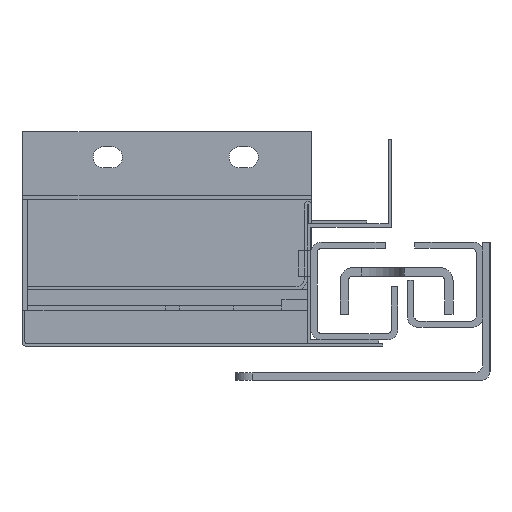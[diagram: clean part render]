
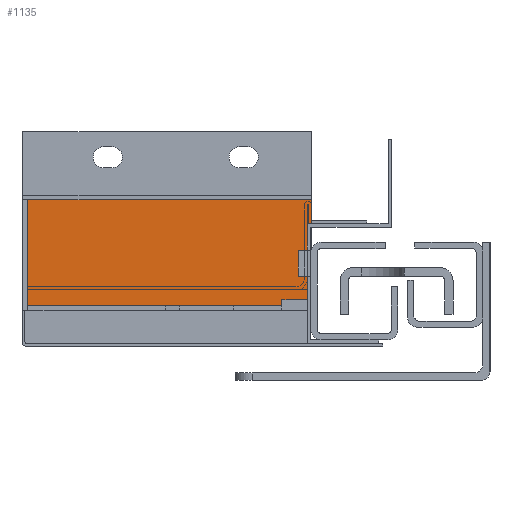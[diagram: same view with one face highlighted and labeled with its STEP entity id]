
A CAD part, left-side view. The second image highlights one B-rep face of the part: STEP entity #1135.
In plain terms, the highlighted face is planar.
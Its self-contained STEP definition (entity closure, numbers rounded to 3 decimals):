
#31 = PLANE ( 'NONE',  #898 ) ;
#133 = DIRECTION ( 'NONE',  ( 0., 0., 1. ) ) ;
#253 = EDGE_CURVE ( 'NONE', #6505, #3500, #852, .T. ) ;
#269 = VERTEX_POINT ( 'NONE', #8622 ) ;
#416 = CARTESIAN_POINT ( 'NONE',  ( 39.5, -68., 19. ) ) ;
#773 = CARTESIAN_POINT ( 'NONE',  ( 0., 0., 19. ) ) ;
#809 = DIRECTION ( 'NONE',  ( 0., 1., 0. ) ) ;
#852 = LINE ( 'NONE', #4965, #8444 ) ;
#898 = AXIS2_PLACEMENT_3D ( 'NONE', #773, #133, #1519 ) ;
#1019 = ORIENTED_EDGE ( 'NONE', *, *, #253, .T. ) ;
#1135 = ADVANCED_FACE ( 'NONE', ( #4334 ), #31, .F. ) ;
#1346 = VERTEX_POINT ( 'NONE', #416 ) ;
#1501 = LINE ( 'NONE', #7319, #8077 ) ;
#1519 = DIRECTION ( 'NONE',  ( 1., 0., 0. ) ) ;
#2172 = LINE ( 'NONE', #5731, #6703 ) ;
#2679 = CARTESIAN_POINT ( 'NONE',  ( 39.5, 0., 19. ) ) ;
#2845 = ORIENTED_EDGE ( 'NONE', *, *, #8635, .F. ) ;
#2902 = VECTOR ( 'NONE', #6850, 1000. ) ;
#3110 = VERTEX_POINT ( 'NONE', #4951 ) ;
#3466 = CARTESIAN_POINT ( 'NONE',  ( 41., -1., 19. ) ) ;
#3500 = VERTEX_POINT ( 'NONE', #5742 ) ;
#3714 = DIRECTION ( 'NONE',  ( 0., -1., 0. ) ) ;
#3954 = EDGE_CURVE ( 'NONE', #269, #6505, #2172, .T. ) ;
#4043 = ORIENTED_EDGE ( 'NONE', *, *, #3954, .T. ) ;
#4334 = FACE_OUTER_BOUND ( 'NONE', #6185, .T. ) ;
#4362 = DIRECTION ( 'NONE',  ( 1., 0., 0. ) ) ;
#4367 = LINE ( 'NONE', #7226, #4544 ) ;
#4544 = VECTOR ( 'NONE', #809, 1000. ) ;
#4951 = CARTESIAN_POINT ( 'NONE',  ( 16., -68., 19. ) ) ;
#4965 = CARTESIAN_POINT ( 'NONE',  ( 41., -1., 19. ) ) ;
#5020 = DIRECTION ( 'NONE',  ( 1., 0., 0. ) ) ;
#5103 = ORIENTED_EDGE ( 'NONE', *, *, #7609, .T. ) ;
#5215 = DIRECTION ( 'NONE',  ( -1., 0., 0. ) ) ;
#5264 = CARTESIAN_POINT ( 'NONE',  ( 41., -68., 19. ) ) ;
#5731 = CARTESIAN_POINT ( 'NONE',  ( 41., -1., 19. ) ) ;
#5742 = CARTESIAN_POINT ( 'NONE',  ( 41., -61., 19. ) ) ;
#5966 = EDGE_CURVE ( 'NONE', #3110, #269, #4367, .T. ) ;
#5984 = VECTOR ( 'NONE', #5215, 1000. ) ;
#6185 = EDGE_LOOP ( 'NONE', ( #6218, #2845, #5103, #6773, #4043, #1019 ) ) ;
#6218 = ORIENTED_EDGE ( 'NONE', *, *, #7587, .F. ) ;
#6291 = VERTEX_POINT ( 'NONE', #6563 ) ;
#6505 = VERTEX_POINT ( 'NONE', #3466 ) ;
#6519 = LINE ( 'NONE', #5264, #5984 ) ;
#6563 = CARTESIAN_POINT ( 'NONE',  ( 39.5, -61., 19. ) ) ;
#6703 = VECTOR ( 'NONE', #5020, 1000. ) ;
#6773 = ORIENTED_EDGE ( 'NONE', *, *, #5966, .T. ) ;
#6850 = DIRECTION ( 'NONE',  ( 0., 1., 0. ) ) ;
#7226 = CARTESIAN_POINT ( 'NONE',  ( 16., -1., 19. ) ) ;
#7319 = CARTESIAN_POINT ( 'NONE',  ( 0., -61., 19. ) ) ;
#7587 = EDGE_CURVE ( 'NONE', #6291, #3500, #1501, .T. ) ;
#7609 = EDGE_CURVE ( 'NONE', #1346, #3110, #6519, .T. ) ;
#8077 = VECTOR ( 'NONE', #4362, 1000. ) ;
#8256 = LINE ( 'NONE', #2679, #2902 ) ;
#8444 = VECTOR ( 'NONE', #3714, 1000. ) ;
#8622 = CARTESIAN_POINT ( 'NONE',  ( 16., -1., 19. ) ) ;
#8635 = EDGE_CURVE ( 'NONE', #1346, #6291, #8256, .T. ) ;
